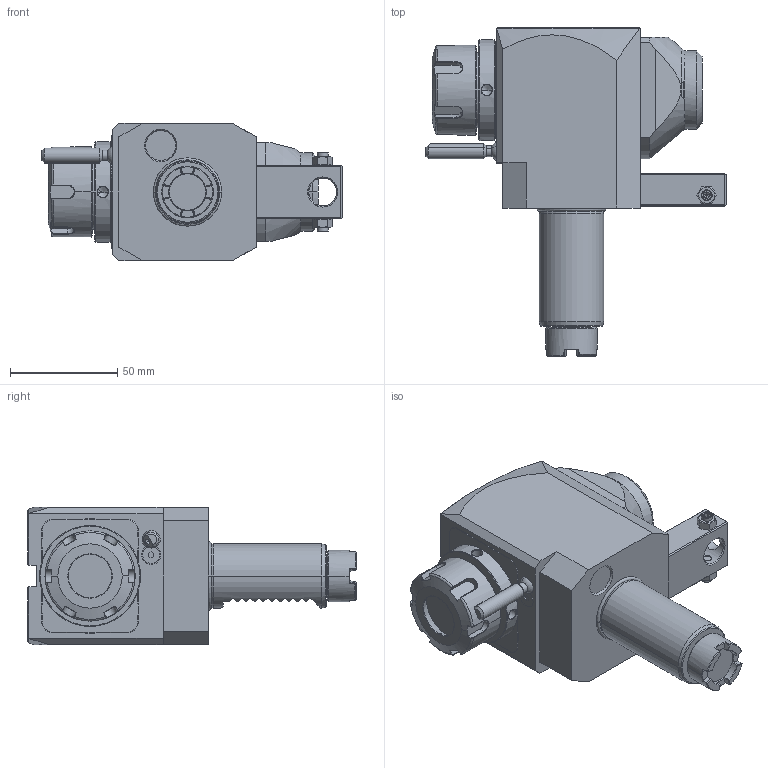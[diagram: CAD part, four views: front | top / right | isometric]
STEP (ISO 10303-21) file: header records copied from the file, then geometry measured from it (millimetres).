
FILE_DESCRIPTION((''),'2;1');
FILE_NAME('NGT1_30_251_25_3_2_55JB','2022-01-25T',('vali'),('NOVA GRUP'),'PRO/ENGINEER BY PARAMETRIC TECHNOLOGY CORPORATION, 2010280','PRO/ENGINEER BY PARAMETRIC TECHNOLOGY CORPORATION, 2010280','');
FILE_SCHEMA(('CONFIG_CONTROL_DESIGN'));
Length unit declared in the file: millimetre
Products named in the file (1): NGT1_30_251_25_3_2_55JB
Bounding box: 139.83 x 153 x 64 mm (x, y, z)
Volume: 486917.8 mm3; surface area: 52061.9 mm2
Topology: 1 solids, 1 shells, 472 faces, 1195 edges, 731 vertices
Faces by surface type: plane 210, cone 90, cylinder 82, bspline 72, torus 16, sphere 2
Entity records: 19657 total; most frequent: CARTESIAN_POINT 9172, ORIENTED_EDGE 2350, DIRECTION 1858, EDGE_CURVE 1175, VERTEX_POINT 731, AXIS2_PLACEMENT_3D 656, VECTOR 546, LINE 546
